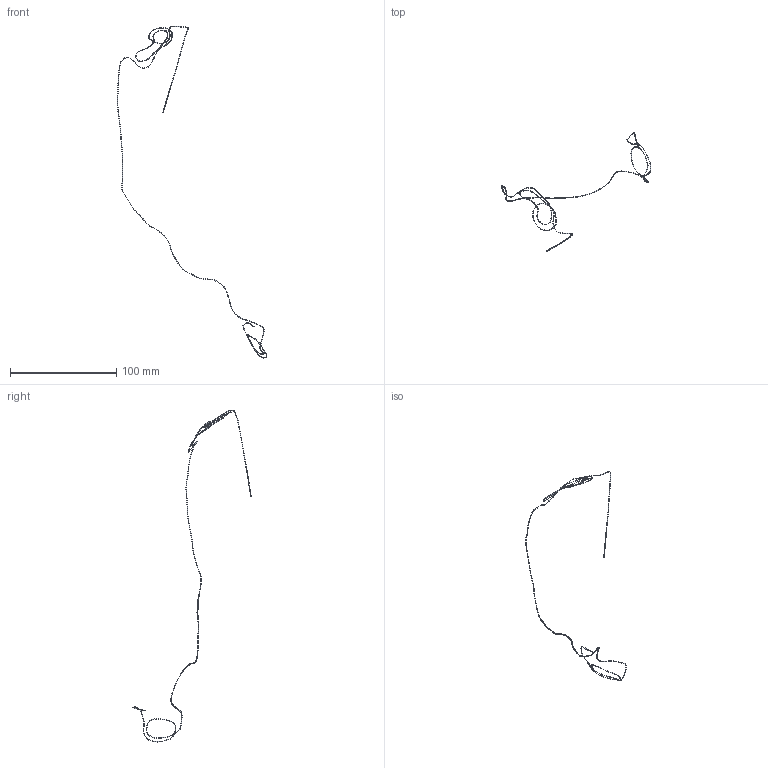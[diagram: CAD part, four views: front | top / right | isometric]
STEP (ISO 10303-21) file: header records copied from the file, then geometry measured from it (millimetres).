
FILE_DESCRIPTION(('STEP AP214'),'1');
FILE_NAME('Adult_DBS_05_Lead_Left.step','2024-02-05T22:05:59',(' '),('ANSOFT Corporation'),'Spatial InterOp 3D',' ',' ');
FILE_SCHEMA(('AUTOMOTIVE_DESIGN { 1 0 10303 214 1 1 1 1 }'));
Length unit declared in the file: millimetre
Products named in the file (1): Lead_left
Bounding box: 141.06 x 111.9 x 313.03 mm (x, y, z)
Volume: 180.1 mm3; surface area: 1441.4 mm2
Topology: 1 solids, 1 shells, 960 faces, 2530 edges, 1572 vertices
Faces by surface type: cylinder 958, plane 2
Entity records: 30138 total; most frequent: DIRECTION 6024, CARTESIAN_POINT 5063, ORIENTED_EDGE 5060, AXIS2_PLACEMENT_3D 2533, EDGE_CURVE 2530, VERTEX_POINT 1572, ELLIPSE 1450, ADVANCED_FACE 960
